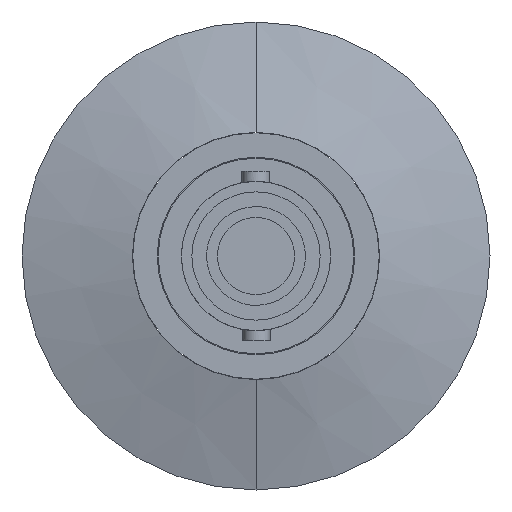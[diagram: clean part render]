
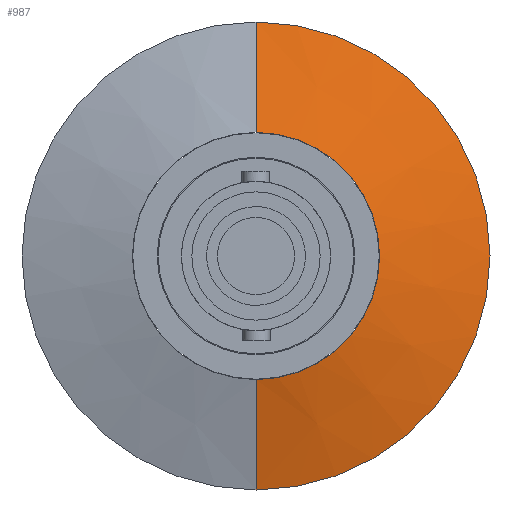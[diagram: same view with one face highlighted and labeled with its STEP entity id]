
A CAD part, front view. The second image highlights one B-rep face of the part: STEP entity #987.
In plain terms, the highlighted conical face has half-angle 75 degrees and reference radius 7.586 mm.
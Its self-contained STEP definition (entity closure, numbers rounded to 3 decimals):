
#100 = EDGE_CURVE ( 'NONE', #920, #788, #2608, .T. ) ;
#166 = DIRECTION ( 'NONE',  ( 0., 0., 1. ) ) ;
#305 = CARTESIAN_POINT ( 'NONE',  ( 5., 0., -7.586 ) ) ;
#472 = AXIS2_PLACEMENT_3D ( 'NONE', #1976, #2136, #769 ) ;
#613 = VECTOR ( 'NONE', #1392, 1000. ) ;
#673 = CARTESIAN_POINT ( 'NONE',  ( 4.902, 0., 7.95 ) ) ;
#719 = CARTESIAN_POINT ( 'NONE',  ( 5., 0., 0. ) ) ;
#733 = ORIENTED_EDGE ( 'NONE', *, *, #100, .T. ) ;
#744 = CARTESIAN_POINT ( 'NONE',  ( 3., 0., -15.05 ) ) ;
#769 = DIRECTION ( 'NONE',  ( 0., 0., 1. ) ) ;
#788 = VERTEX_POINT ( 'NONE', #2738 ) ;
#894 = VECTOR ( 'NONE', #1169, 1000. ) ;
#920 = VERTEX_POINT ( 'NONE', #673 ) ;
#930 = CONICAL_SURFACE ( 'NONE', #1528, 7.586, 1.309 ) ;
#971 = VERTEX_POINT ( 'NONE', #744 ) ;
#987 = ADVANCED_FACE ( 'NONE', ( #997 ), #930, .T. ) ;
#997 = FACE_OUTER_BOUND ( 'NONE', #1567, .T. ) ;
#1026 = DIRECTION ( 'NONE',  ( -1., 0., 0. ) ) ;
#1160 = DIRECTION ( 'NONE',  ( 0., 0., 1. ) ) ;
#1169 = DIRECTION ( 'NONE',  ( -0.259, 0., -0.966 ) ) ;
#1223 = ORIENTED_EDGE ( 'NONE', *, *, #2744, .F. ) ;
#1384 = EDGE_CURVE ( 'NONE', #920, #1737, #2553, .T. ) ;
#1390 = LINE ( 'NONE', #305, #894 ) ;
#1392 = DIRECTION ( 'NONE',  ( -0.259, 0., 0.966 ) ) ;
#1528 = AXIS2_PLACEMENT_3D ( 'NONE', #719, #1926, #1160 ) ;
#1533 = CARTESIAN_POINT ( 'NONE',  ( 4.902, 0., 0. ) ) ;
#1567 = EDGE_LOOP ( 'NONE', ( #733, #2906, #1223, #2845 ) ) ;
#1577 = CIRCLE ( 'NONE', #472, 15.05 ) ;
#1737 = VERTEX_POINT ( 'NONE', #1905 ) ;
#1905 = CARTESIAN_POINT ( 'NONE',  ( 3., 0., 15.05 ) ) ;
#1926 = DIRECTION ( 'NONE',  ( -1., 0., 0. ) ) ;
#1976 = CARTESIAN_POINT ( 'NONE',  ( 3., 0., 0. ) ) ;
#1996 = AXIS2_PLACEMENT_3D ( 'NONE', #1533, #1026, #166 ) ;
#2007 = EDGE_CURVE ( 'NONE', #788, #971, #1390, .T. ) ;
#2136 = DIRECTION ( 'NONE',  ( -1., 0., 0. ) ) ;
#2139 = CARTESIAN_POINT ( 'NONE',  ( 5., 0., 7.586 ) ) ;
#2553 = LINE ( 'NONE', #2139, #613 ) ;
#2608 = CIRCLE ( 'NONE', #1996, 7.95 ) ;
#2738 = CARTESIAN_POINT ( 'NONE',  ( 4.902, 0., -7.95 ) ) ;
#2744 = EDGE_CURVE ( 'NONE', #1737, #971, #1577, .T. ) ;
#2845 = ORIENTED_EDGE ( 'NONE', *, *, #1384, .F. ) ;
#2906 = ORIENTED_EDGE ( 'NONE', *, *, #2007, .T. ) ;
